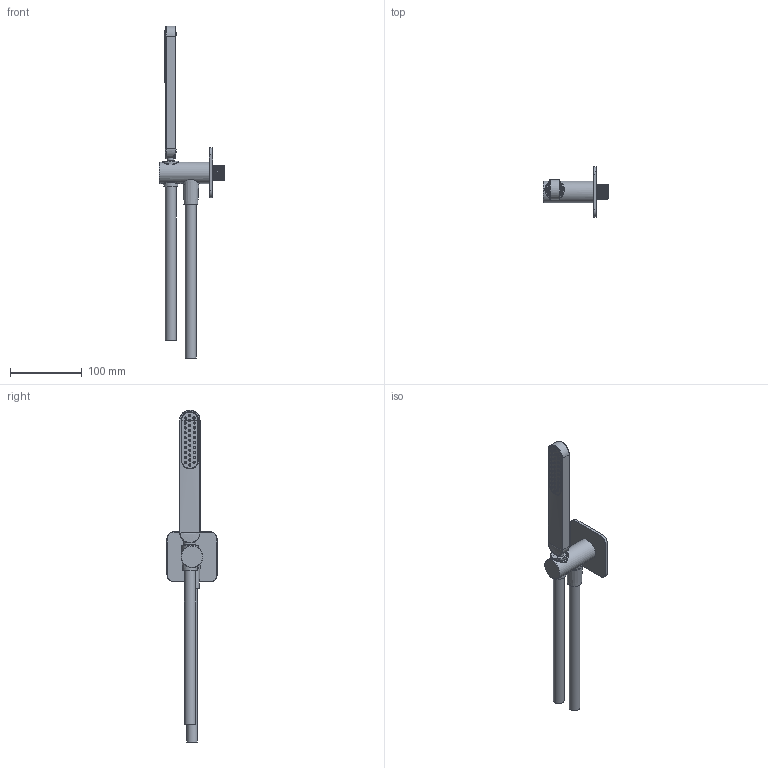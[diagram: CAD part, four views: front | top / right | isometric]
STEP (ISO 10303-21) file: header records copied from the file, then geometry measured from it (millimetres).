
FILE_DESCRIPTION(/* description */ ('Unknown'),/* implementation_level */ '2;1');
FILE_NAME(/* name */ 'GL440-00',/* time_stamp */ '2021-04-12T16:41:51+02:00',/* author */ ('Unknown'),/* organization */ ('Unknown'),/* preprocessor_version */ 'ST-DEVELOPER v16.7',/* originating_system */ 'DEX',/* authorisation */ $);
FILE_SCHEMA (('AUTOMOTIVE_DESIGN {1 0 10303 214 3 1 1}'));
Products named in the file (5): GL440-00; GL515-00; E095041_SEMPL; M015-001; E082041_00200SA_SEMPL
Assembly tree (5 placements, depth 3):
  GL440-00
    GL515-00
      E095041_SEMPL
    M015-001  x2
    E082041_00200SA_SEMPL
Bounding box: 91.5 x 70 x 463.43 mm (x, y, z)
Volume: 227543.8 mm3; surface area: 83283 mm2
Topology: 5 solids, 5 shells, 1264 faces, 3120 edges, 1988 vertices
Faces by surface type: plane 490, cylinder 242, bspline 190, cone 174, torus 125, sphere 43
Full cylindrical faces by diameter (mm): 15 x2, 16.5 x2, 18.5 x1, 21.8 x1, 23.6 x1, 30 x1
Entity records: 57251 total; most frequent: CARTESIAN_POINT 21327, ORIENTED_EDGE 5556, DIRECTION 5010, EDGE_CURVE 2778, VERTEX_POINT 1865, AXIS2_PLACEMENT_3D 1849, EDGE_LOOP 1655, FACE_BOUND 1655
